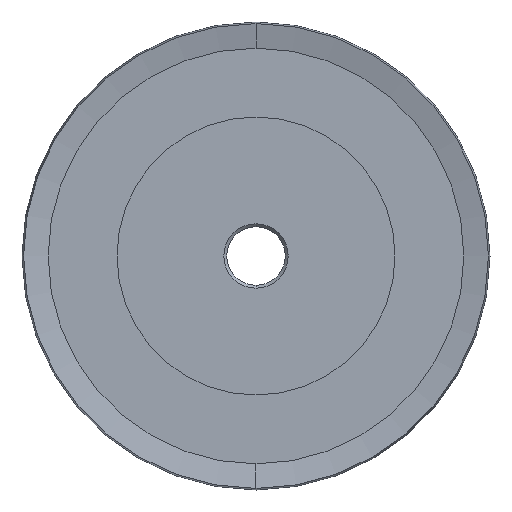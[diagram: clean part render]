
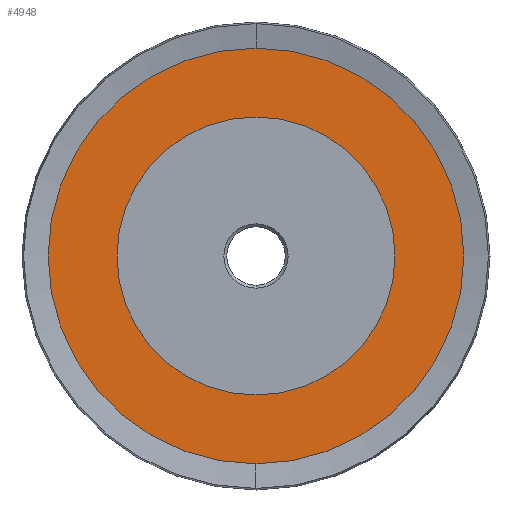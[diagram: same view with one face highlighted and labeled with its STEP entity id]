
A CAD part, left-side view. The second image highlights one B-rep face of the part: STEP entity #4948.
In plain terms, the highlighted planar face has unit normal (-1, 0, 0).
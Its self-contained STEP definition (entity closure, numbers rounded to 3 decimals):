
#454 = CARTESIAN_POINT ( 'NONE',  ( 0.825, 0., 0. ) ) ;
#892 = ORIENTED_EDGE ( 'NONE', *, *, #10978, .F. ) ;
#1357 = DIRECTION ( 'NONE',  ( 0., 0., 1. ) ) ;
#2181 = DIRECTION ( 'NONE',  ( -1., 0., 0. ) ) ;
#3022 = CARTESIAN_POINT ( 'NONE',  ( 0.825, 0., -15.088 ) ) ;
#3088 = EDGE_LOOP ( 'NONE', ( #4737, #10333 ) ) ;
#3298 = VERTEX_POINT ( 'NONE', #6982 ) ;
#3327 = CARTESIAN_POINT ( 'NONE',  ( 0.825, 0., 0. ) ) ;
#3584 = AXIS2_PLACEMENT_3D ( 'NONE', #4198, #10408, #5084 ) ;
#3692 = EDGE_CURVE ( 'NONE', #10981, #5010, #11298, .T. ) ;
#3774 = ORIENTED_EDGE ( 'NONE', *, *, #3692, .F. ) ;
#4198 = CARTESIAN_POINT ( 'NONE',  ( 0.825, 0., 0. ) ) ;
#4340 = AXIS2_PLACEMENT_3D ( 'NONE', #4788, #11009, #5679 ) ;
#4737 = ORIENTED_EDGE ( 'NONE', *, *, #5628, .T. ) ;
#4788 = CARTESIAN_POINT ( 'NONE',  ( 0.825, 0., 0. ) ) ;
#4873 = CIRCLE ( 'NONE', #3584, 22.557 ) ;
#4948 = ADVANCED_FACE ( 'NONE', ( #5154, #5437 ), #5093, .T. ) ;
#5010 = VERTEX_POINT ( 'NONE', #7831 ) ;
#5084 = DIRECTION ( 'NONE',  ( 0., 0., 1. ) ) ;
#5093 = PLANE ( 'NONE',  #7029 ) ;
#5154 = FACE_BOUND ( 'NONE', #6921, .T. ) ;
#5437 = FACE_OUTER_BOUND ( 'NONE', #3088, .T. ) ;
#5628 = EDGE_CURVE ( 'NONE', #10122, #3298, #11397, .T. ) ;
#5679 = DIRECTION ( 'NONE',  ( 0., 0., 1. ) ) ;
#5989 = DIRECTION ( 'NONE',  ( 0., 0., 1. ) ) ;
#6628 = DIRECTION ( 'NONE',  ( -1., 0., 0. ) ) ;
#6921 = EDGE_LOOP ( 'NONE', ( #3774, #892 ) ) ;
#6982 = CARTESIAN_POINT ( 'NONE',  ( 0.825, 0., -22.557 ) ) ;
#7029 = AXIS2_PLACEMENT_3D ( 'NONE', #3327, #11317, #5989 ) ;
#7460 = CARTESIAN_POINT ( 'NONE',  ( 0.825, 0., 0. ) ) ;
#7619 = AXIS2_PLACEMENT_3D ( 'NONE', #7460, #2181, #8348 ) ;
#7770 = AXIS2_PLACEMENT_3D ( 'NONE', #454, #6628, #1357 ) ;
#7831 = CARTESIAN_POINT ( 'NONE',  ( 0.825, 0., 15.088 ) ) ;
#8348 = DIRECTION ( 'NONE',  ( 0., 0., 1. ) ) ;
#8656 = CIRCLE ( 'NONE', #7619, 15.088 ) ;
#9058 = EDGE_CURVE ( 'NONE', #3298, #10122, #4873, .T. ) ;
#9065 = CARTESIAN_POINT ( 'NONE',  ( 0.825, 0., 22.557 ) ) ;
#10122 = VERTEX_POINT ( 'NONE', #9065 ) ;
#10333 = ORIENTED_EDGE ( 'NONE', *, *, #9058, .T. ) ;
#10408 = DIRECTION ( 'NONE',  ( -1., 0., 0. ) ) ;
#10978 = EDGE_CURVE ( 'NONE', #5010, #10981, #8656, .T. ) ;
#10981 = VERTEX_POINT ( 'NONE', #3022 ) ;
#11009 = DIRECTION ( 'NONE',  ( -1., 0., 0. ) ) ;
#11298 = CIRCLE ( 'NONE', #4340, 15.088 ) ;
#11317 = DIRECTION ( 'NONE',  ( -1., 0., 0. ) ) ;
#11397 = CIRCLE ( 'NONE', #7770, 22.557 ) ;
